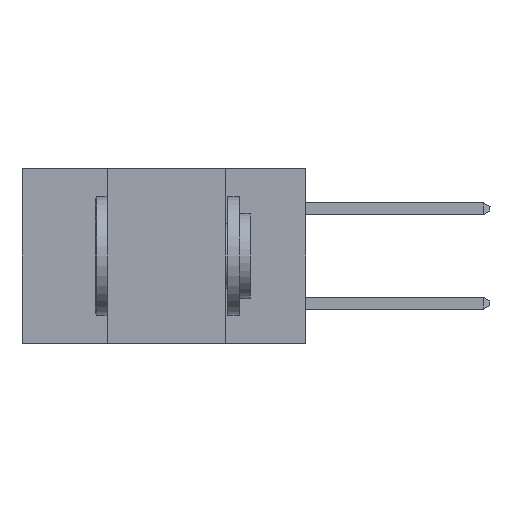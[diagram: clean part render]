
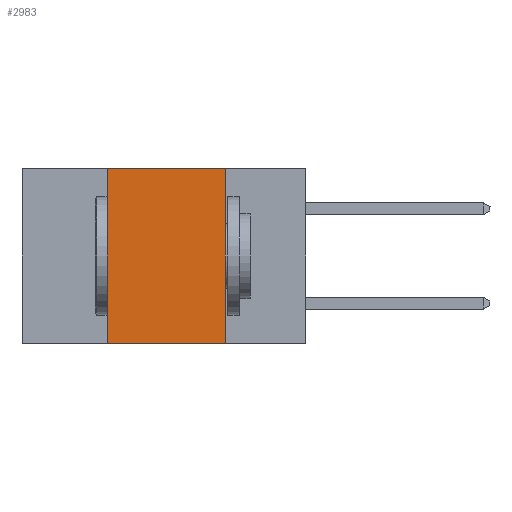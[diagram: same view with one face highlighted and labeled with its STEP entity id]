
A CAD part, left-side view. The second image highlights one B-rep face of the part: STEP entity #2983.
In plain terms, the highlighted planar face has unit normal (-1, 0, 0).
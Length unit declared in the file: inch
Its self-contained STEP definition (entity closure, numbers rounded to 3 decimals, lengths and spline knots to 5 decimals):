
#496 = LINE ( 'NONE', #7656, #4633 ) ;
#1111 = DIRECTION ( 'NONE',  ( 0., -1., 0. ) ) ;
#1506 = FACE_OUTER_BOUND ( 'NONE', #8672, .T. ) ;
#1588 = VECTOR ( 'NONE', #1111, 39.37008 ) ;
#1843 = LINE ( 'NONE', #15489, #17146 ) ;
#2715 = EDGE_CURVE ( 'NONE', #7037, #12396, #13236, .T. ) ;
#2784 = CARTESIAN_POINT ( 'NONE',  ( 0., 0.42, -0.37 ) ) ;
#2983 = ADVANCED_FACE ( 'NONE', ( #1506 ), #14561, .F. ) ;
#4633 = VECTOR ( 'NONE', #16459, 39.37008 ) ;
#5762 = ORIENTED_EDGE ( 'NONE', *, *, #2715, .F. ) ;
#6468 = ORIENTED_EDGE ( 'NONE', *, *, #11471, .F. ) ;
#7037 = VERTEX_POINT ( 'NONE', #2784 ) ;
#7656 = CARTESIAN_POINT ( 'NONE',  ( 0., 0.6, 0. ) ) ;
#7690 = CARTESIAN_POINT ( 'NONE',  ( 0., 0.17, 0. ) ) ;
#8125 = DIRECTION ( 'NONE',  ( 0., 0., -1. ) ) ;
#8672 = EDGE_LOOP ( 'NONE', ( #6468, #9247, #5762, #9163 ) ) ;
#8924 = VERTEX_POINT ( 'NONE', #15506 ) ;
#9163 = ORIENTED_EDGE ( 'NONE', *, *, #11706, .T. ) ;
#9247 = ORIENTED_EDGE ( 'NONE', *, *, #13982, .F. ) ;
#9268 = VECTOR ( 'NONE', #16618, 39.37008 ) ;
#11471 = EDGE_CURVE ( 'NONE', #16529, #8924, #1843, .T. ) ;
#11706 = EDGE_CURVE ( 'NONE', #7037, #8924, #16913, .T. ) ;
#12396 = VERTEX_POINT ( 'NONE', #14510 ) ;
#13127 = CARTESIAN_POINT ( 'NONE',  ( 0., 0.6, -0.37 ) ) ;
#13236 = LINE ( 'NONE', #16828, #9268 ) ;
#13982 = EDGE_CURVE ( 'NONE', #12396, #16529, #496, .T. ) ;
#14443 = DIRECTION ( 'NONE',  ( 0., 0., -1. ) ) ;
#14463 = DIRECTION ( 'NONE',  ( 1., 0., 0. ) ) ;
#14499 = CARTESIAN_POINT ( 'NONE',  ( 0., 0.6, 0. ) ) ;
#14510 = CARTESIAN_POINT ( 'NONE',  ( 0., 0.42, 0. ) ) ;
#14561 = PLANE ( 'NONE',  #15559 ) ;
#15489 = CARTESIAN_POINT ( 'NONE',  ( 0., 0.17, 0. ) ) ;
#15506 = CARTESIAN_POINT ( 'NONE',  ( 0., 0.17, -0.37 ) ) ;
#15559 = AXIS2_PLACEMENT_3D ( 'NONE', #14499, #14463, #14443 ) ;
#16459 = DIRECTION ( 'NONE',  ( 0., -1., 0. ) ) ;
#16529 = VERTEX_POINT ( 'NONE', #7690 ) ;
#16618 = DIRECTION ( 'NONE',  ( 0., 0., 1. ) ) ;
#16828 = CARTESIAN_POINT ( 'NONE',  ( 0., 0.42, 0. ) ) ;
#16913 = LINE ( 'NONE', #13127, #1588 ) ;
#17146 = VECTOR ( 'NONE', #8125, 39.37008 ) ;
